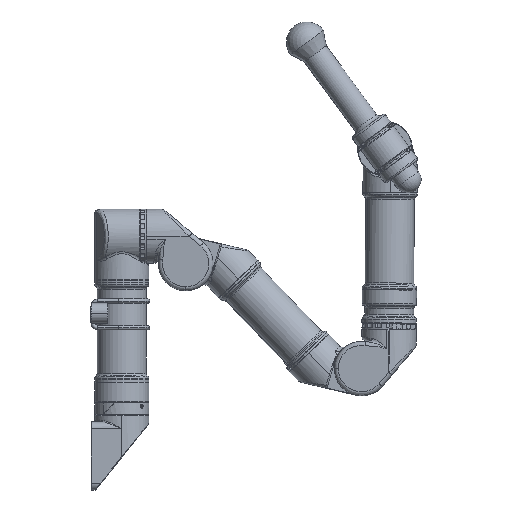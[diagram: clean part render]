
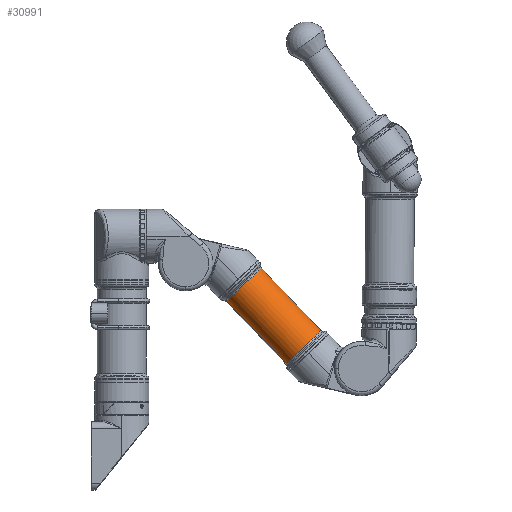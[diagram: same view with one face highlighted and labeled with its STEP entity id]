
A CAD part, front view. The second image highlights one B-rep face of the part: STEP entity #30991.
In plain terms, the highlighted cylindrical face has radius 17.9 mm (diameter 35.8 mm), a partial arc.
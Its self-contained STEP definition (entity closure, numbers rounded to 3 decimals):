
#1088 = VERTEX_POINT ( 'NONE', #57452 ) ;
#2065 = EDGE_CURVE ( 'NONE', #33802, #1088, #9162, .T. ) ;
#3948 = ORIENTED_EDGE ( 'NONE', *, *, #64389, .F. ) ;
#3965 = ORIENTED_EDGE ( 'NONE', *, *, #40146, .T. ) ;
#6808 = CARTESIAN_POINT ( 'NONE',  ( 93.148, -29.264, 80.919 ) ) ;
#7344 = VECTOR ( 'NONE', #42574, 1000. ) ;
#9162 = LINE ( 'NONE', #42815, #7344 ) ;
#10627 = CARTESIAN_POINT ( 'NONE',  ( 101.852, -31.703, 50.513 ) ) ;
#14272 = AXIS2_PLACEMENT_3D ( 'NONE', #28643, #69325, #34454 ) ;
#14381 = VERTEX_POINT ( 'NONE', #6808 ) ;
#14512 = DIRECTION ( 'NONE',  ( 0.274, -0.077, -0.959 ) ) ;
#14817 = AXIS2_PLACEMENT_3D ( 'NONE', #49318, #14512, #55223 ) ;
#18909 = CIRCLE ( 'NONE', #14817, 17.9 ) ;
#19339 = CARTESIAN_POINT ( 'NONE',  ( 85.366, -26.947, 45.412 ) ) ;
#23445 = LINE ( 'NONE', #10627, #37043 ) ;
#28643 = CARTESIAN_POINT ( 'NONE',  ( 94.07, -29.387, 15.006 ) ) ;
#28900 = CARTESIAN_POINT ( 'NONE',  ( 110.556, -34.143, 20.107 ) ) ;
#29274 = ORIENTED_EDGE ( 'NONE', *, *, #33897, .F. ) ;
#30297 = VERTEX_POINT ( 'NONE', #28900 ) ;
#30991 = ADVANCED_FACE ( 'NONE', ( #39206 ), #68373, .T. ) ;
#31063 = DIRECTION ( 'NONE',  ( 0.274, -0.077, -0.959 ) ) ;
#33802 = VERTEX_POINT ( 'NONE', #72924 ) ;
#33897 = EDGE_CURVE ( 'NONE', #14381, #30297, #23445, .T. ) ;
#34454 = DIRECTION ( 'NONE',  ( 0.921, -0.266, 0.285 ) ) ;
#37043 = VECTOR ( 'NONE', #51290, 1000. ) ;
#39206 = FACE_OUTER_BOUND ( 'NONE', #44701, .T. ) ;
#40146 = EDGE_CURVE ( 'NONE', #14381, #33802, #18909, .T. ) ;
#42574 = DIRECTION ( 'NONE',  ( 0.274, -0.077, -0.959 ) ) ;
#42815 = CARTESIAN_POINT ( 'NONE',  ( 68.881, -22.191, 40.312 ) ) ;
#44701 = EDGE_LOOP ( 'NONE', ( #3965, #67266, #3948, #29274 ) ) ;
#49318 = CARTESIAN_POINT ( 'NONE',  ( 76.663, -24.508, 75.819 ) ) ;
#51290 = DIRECTION ( 'NONE',  ( 0.274, -0.077, -0.959 ) ) ;
#53305 = CIRCLE ( 'NONE', #14272, 17.9 ) ;
#55223 = DIRECTION ( 'NONE',  ( 0.921, -0.266, 0.285 ) ) ;
#57452 = CARTESIAN_POINT ( 'NONE',  ( 77.585, -24.631, 9.905 ) ) ;
#64389 = EDGE_CURVE ( 'NONE', #30297, #1088, #53305, .T. ) ;
#65674 = DIRECTION ( 'NONE',  ( 0.921, -0.266, 0.285 ) ) ;
#67266 = ORIENTED_EDGE ( 'NONE', *, *, #2065, .T. ) ;
#68373 = CYLINDRICAL_SURFACE ( 'NONE', #72733, 17.9 ) ;
#69325 = DIRECTION ( 'NONE',  ( 0.274, -0.077, -0.959 ) ) ;
#72733 = AXIS2_PLACEMENT_3D ( 'NONE', #19339, #31063, #65674 ) ;
#72924 = CARTESIAN_POINT ( 'NONE',  ( 60.177, -19.751, 70.718 ) ) ;
